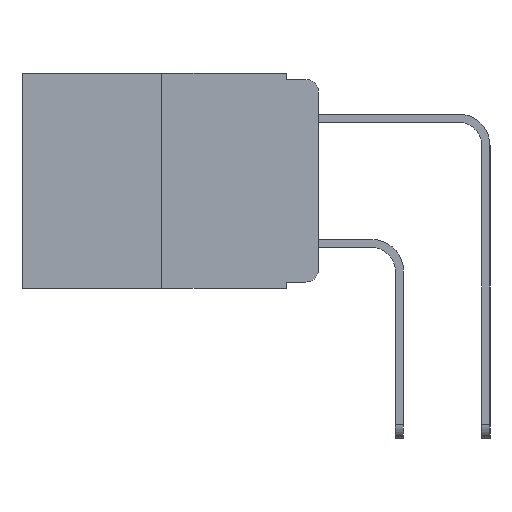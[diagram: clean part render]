
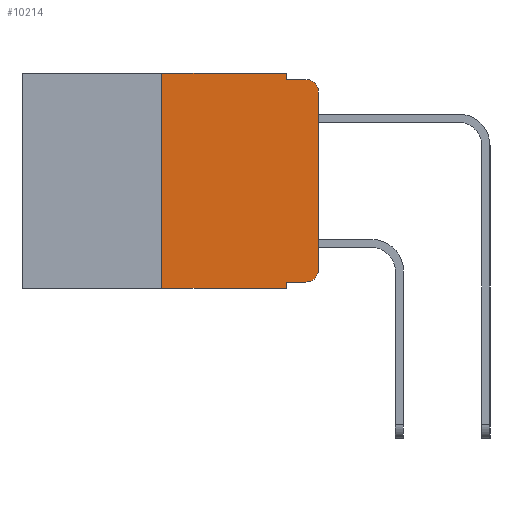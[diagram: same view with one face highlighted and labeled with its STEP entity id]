
A CAD part, left-side view. The second image highlights one B-rep face of the part: STEP entity #10214.
In plain terms, the highlighted planar face has unit normal (-1, 0, 0).
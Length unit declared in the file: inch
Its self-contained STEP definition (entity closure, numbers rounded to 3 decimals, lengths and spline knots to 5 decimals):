
#279 = VERTEX_POINT ( 'NONE', #10044 ) ;
#489 = ORIENTED_EDGE ( 'NONE', *, *, #11593, .F. ) ;
#747 = FACE_OUTER_BOUND ( 'NONE', #7083, .T. ) ;
#860 = ORIENTED_EDGE ( 'NONE', *, *, #9130, .F. ) ;
#887 = DIRECTION ( 'NONE',  ( 1., 0., 0. ) ) ;
#1002 = VECTOR ( 'NONE', #1166, 39.37008 ) ;
#1166 = DIRECTION ( 'NONE',  ( 0., 0., 1. ) ) ;
#1437 = VECTOR ( 'NONE', #5643, 39.37008 ) ;
#1594 = ORIENTED_EDGE ( 'NONE', *, *, #13528, .T. ) ;
#2545 = DIRECTION ( 'NONE',  ( 0., -1., 0. ) ) ;
#2774 = CIRCLE ( 'NONE', #2974, 0.02 ) ;
#2974 = AXIS2_PLACEMENT_3D ( 'NONE', #6931, #14596, #8037 ) ;
#2982 = CARTESIAN_POINT ( 'NONE',  ( 0., 0.051, 0. ) ) ;
#3171 = VERTEX_POINT ( 'NONE', #10397 ) ;
#3188 = CARTESIAN_POINT ( 'NONE',  ( 0., 0.051, -0.333 ) ) ;
#3217 = VERTEX_POINT ( 'NONE', #13705 ) ;
#3224 = CARTESIAN_POINT ( 'NONE',  ( 0., 0.473, 0. ) ) ;
#3641 = EDGE_CURVE ( 'NONE', #279, #4190, #9320, .T. ) ;
#4073 = DIRECTION ( 'NONE',  ( 0., 0., -1. ) ) ;
#4142 = LINE ( 'NONE', #6544, #12682 ) ;
#4190 = VERTEX_POINT ( 'NONE', #2982 ) ;
#4405 = ORIENTED_EDGE ( 'NONE', *, *, #12057, .T. ) ;
#4539 = VECTOR ( 'NONE', #8867, 39.37008 ) ;
#5238 = CARTESIAN_POINT ( 'NONE',  ( 0., 0.02, -0.313 ) ) ;
#5575 = CARTESIAN_POINT ( 'NONE',  ( 0., 0.473, 0. ) ) ;
#5643 = DIRECTION ( 'NONE',  ( 0., 0., -1. ) ) ;
#5697 = CARTESIAN_POINT ( 'NONE',  ( 0., 0.051, 0. ) ) ;
#5761 = VECTOR ( 'NONE', #8213, 39.37008 ) ;
#6414 = DIRECTION ( 'NONE',  ( 0., 0., -1. ) ) ;
#6544 = CARTESIAN_POINT ( 'NONE',  ( 0., 0.473, -0.343 ) ) ;
#6717 = DIRECTION ( 'NONE',  ( 0., -1., 0. ) ) ;
#6812 = AXIS2_PLACEMENT_3D ( 'NONE', #5238, #12999, #6414 ) ;
#6930 = VERTEX_POINT ( 'NONE', #8016 ) ;
#6931 = CARTESIAN_POINT ( 'NONE',  ( 0., 0.02, -0.03 ) ) ;
#6956 = VERTEX_POINT ( 'NONE', #14612 ) ;
#7083 = EDGE_LOOP ( 'NONE', ( #9000, #9334, #12244, #489, #12579, #860, #10030, #12918, #4405, #1594 ) ) ;
#7231 = LINE ( 'NONE', #13594, #1002 ) ;
#7329 = CARTESIAN_POINT ( 'NONE',  ( 0., 0.02, -0.333 ) ) ;
#7559 = LINE ( 'NONE', #13215, #4539 ) ;
#7621 = DIRECTION ( 'NONE',  ( 0., -1., 0. ) ) ;
#8016 = CARTESIAN_POINT ( 'NONE',  ( 0., 0.02, -0.01 ) ) ;
#8037 = DIRECTION ( 'NONE',  ( 0., 0., -1. ) ) ;
#8101 = EDGE_CURVE ( 'NONE', #11417, #6930, #7559, .T. ) ;
#8213 = DIRECTION ( 'NONE',  ( 0., 0., 1. ) ) ;
#8548 = VERTEX_POINT ( 'NONE', #10660 ) ;
#8604 = CARTESIAN_POINT ( 'NONE',  ( 0., 0.051, 0. ) ) ;
#8745 = CARTESIAN_POINT ( 'NONE',  ( 0., 0.051, -0.01 ) ) ;
#8867 = DIRECTION ( 'NONE',  ( 0., -1., 0. ) ) ;
#8972 = DIRECTION ( 'NONE',  ( 0., 0., -1. ) ) ;
#9000 = ORIENTED_EDGE ( 'NONE', *, *, #13255, .T. ) ;
#9130 = EDGE_CURVE ( 'NONE', #6956, #279, #11648, .T. ) ;
#9320 = LINE ( 'NONE', #3224, #14454 ) ;
#9334 = ORIENTED_EDGE ( 'NONE', *, *, #10315, .T. ) ;
#9635 = CIRCLE ( 'NONE', #6812, 0.02 ) ;
#9979 = PLANE ( 'NONE',  #13039 ) ;
#10030 = ORIENTED_EDGE ( 'NONE', *, *, #14186, .T. ) ;
#10044 = CARTESIAN_POINT ( 'NONE',  ( 0., 0.25, 0. ) ) ;
#10208 = VECTOR ( 'NONE', #2545, 39.37008 ) ;
#10214 = ADVANCED_FACE ( 'NONE', ( #747 ), #9979, .F. ) ;
#10315 = EDGE_CURVE ( 'NONE', #8548, #6930, #2774, .T. ) ;
#10397 = CARTESIAN_POINT ( 'NONE',  ( 0., 0., -0.313 ) ) ;
#10560 = LINE ( 'NONE', #5697, #1437 ) ;
#10660 = CARTESIAN_POINT ( 'NONE',  ( 0., 0., -0.03 ) ) ;
#11086 = LINE ( 'NONE', #8604, #13649 ) ;
#11316 = EDGE_CURVE ( 'NONE', #3217, #11330, #11086, .T. ) ;
#11330 = VERTEX_POINT ( 'NONE', #14112 ) ;
#11417 = VERTEX_POINT ( 'NONE', #8745 ) ;
#11522 = CARTESIAN_POINT ( 'NONE',  ( 0., 0.25, 0. ) ) ;
#11593 = EDGE_CURVE ( 'NONE', #4190, #11417, #10560, .T. ) ;
#11648 = LINE ( 'NONE', #11522, #5761 ) ;
#11875 = VERTEX_POINT ( 'NONE', #7329 ) ;
#12057 = EDGE_CURVE ( 'NONE', #3217, #11875, #13111, .T. ) ;
#12244 = ORIENTED_EDGE ( 'NONE', *, *, #8101, .F. ) ;
#12579 = ORIENTED_EDGE ( 'NONE', *, *, #3641, .F. ) ;
#12682 = VECTOR ( 'NONE', #7621, 39.37008 ) ;
#12918 = ORIENTED_EDGE ( 'NONE', *, *, #11316, .F. ) ;
#12999 = DIRECTION ( 'NONE',  ( -1., 0., 0. ) ) ;
#13039 = AXIS2_PLACEMENT_3D ( 'NONE', #5575, #887, #8972 ) ;
#13111 = LINE ( 'NONE', #3188, #10208 ) ;
#13215 = CARTESIAN_POINT ( 'NONE',  ( 0., 0.051, -0.01 ) ) ;
#13255 = EDGE_CURVE ( 'NONE', #3171, #8548, #7231, .T. ) ;
#13528 = EDGE_CURVE ( 'NONE', #11875, #3171, #9635, .T. ) ;
#13594 = CARTESIAN_POINT ( 'NONE',  ( 0., 0., 0. ) ) ;
#13649 = VECTOR ( 'NONE', #4073, 39.37008 ) ;
#13705 = CARTESIAN_POINT ( 'NONE',  ( 0., 0.051, -0.333 ) ) ;
#14112 = CARTESIAN_POINT ( 'NONE',  ( 0., 0.051, -0.343 ) ) ;
#14186 = EDGE_CURVE ( 'NONE', #6956, #11330, #4142, .T. ) ;
#14454 = VECTOR ( 'NONE', #6717, 39.37008 ) ;
#14596 = DIRECTION ( 'NONE',  ( -1., 0., 0. ) ) ;
#14612 = CARTESIAN_POINT ( 'NONE',  ( 0., 0.25, -0.343 ) ) ;
